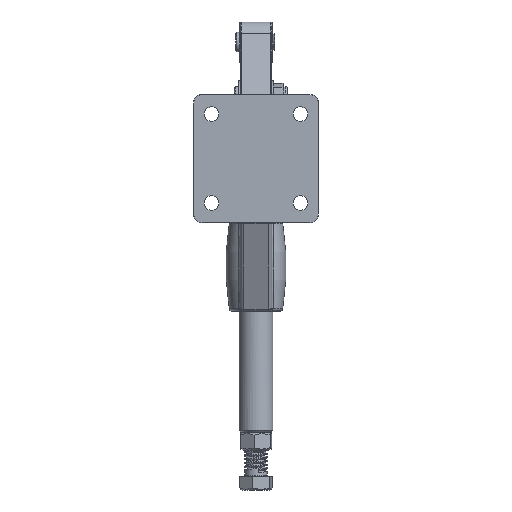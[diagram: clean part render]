
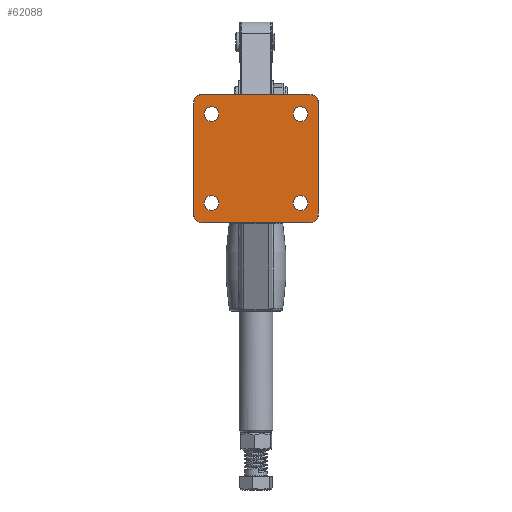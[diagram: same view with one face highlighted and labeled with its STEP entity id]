
A CAD part, front view. The second image highlights one B-rep face of the part: STEP entity #62088.
In plain terms, the highlighted planar face has unit normal (0, -1, 0).
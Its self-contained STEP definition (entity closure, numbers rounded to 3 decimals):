
#3609 = EDGE_CURVE ( 'NONE', #3610, #3612, #45299, .T. ) ;
#3610 = VERTEX_POINT ( 'NONE', #45292 ) ;
#3612 = VERTEX_POINT ( 'NONE', #45289 ) ;
#3637 = EDGE_CURVE ( 'NONE', #3639, #3640, #45426, .T. ) ;
#3639 = VERTEX_POINT ( 'NONE', #45406 ) ;
#3640 = VERTEX_POINT ( 'NONE', #45404 ) ;
#3643 = VERTEX_POINT ( 'NONE', #45392 ) ;
#3644 = VERTEX_POINT ( 'NONE', #45391 ) ;
#3702 = EDGE_CURVE ( 'NONE', #3704, #3705, #45562, .T. ) ;
#3704 = VERTEX_POINT ( 'NONE', #45674 ) ;
#3705 = VERTEX_POINT ( 'NONE', #45672 ) ;
#3718 = EDGE_CURVE ( 'NONE', #3643, #3644, #45642, .T. ) ;
#33886 = CIRCLE ( 'NONE', #33917, 4.15 ) ;
#33911 = DIRECTION ( 'NONE',  ( 0., 0., 1. ) ) ;
#33913 = DIRECTION ( 'NONE',  ( 0., 1., 0. ) ) ;
#33915 = CARTESIAN_POINT ( 'NONE',  ( 25.4, 1.6, 11.2 ) ) ;
#33917 = AXIS2_PLACEMENT_3D ( 'NONE', #33915, #33913, #33911 ) ;
#33957 = DIRECTION ( 'NONE',  ( 0., 0., 1. ) ) ;
#33958 = DIRECTION ( 'NONE',  ( 0., 1., 0. ) ) ;
#33959 = CARTESIAN_POINT ( 'NONE',  ( 25.4, 1.6, 62. ) ) ;
#33960 = AXIS2_PLACEMENT_3D ( 'NONE', #33959, #33958, #33957 ) ;
#33962 = CIRCLE ( 'NONE', #33960, 4.15 ) ;
#33991 = DIRECTION ( 'NONE',  ( 0., 0., 1. ) ) ;
#33992 = DIRECTION ( 'NONE',  ( 0., 1., 0. ) ) ;
#33993 = AXIS2_PLACEMENT_3D ( 'NONE', #33999, #33992, #33991 ) ;
#33999 = CARTESIAN_POINT ( 'NONE',  ( -35.7, 1.6, 73.2 ) ) ;
#34000 = PLANE ( 'NONE',  #33993 ) ;
#34002 = FACE_OUTER_BOUND ( 'NONE', #62158, .T. ) ;
#34003 = FACE_BOUND ( 'NONE', #62155, .T. ) ;
#34004 = FACE_BOUND ( 'NONE', #62095, .T. ) ;
#34005 = FACE_BOUND ( 'NONE', #62092, .T. ) ;
#34007 = FACE_BOUND ( 'NONE', #62089, .T. ) ;
#34019 = DIRECTION ( 'NONE',  ( 0., 0., 1. ) ) ;
#34021 = DIRECTION ( 'NONE',  ( 0., 1., 0. ) ) ;
#34023 = CARTESIAN_POINT ( 'NONE',  ( -25.4, 1.6, 11.2 ) ) ;
#34024 = AXIS2_PLACEMENT_3D ( 'NONE', #34023, #34021, #34019 ) ;
#34026 = CIRCLE ( 'NONE', #34024, 4.15 ) ;
#34052 = DIRECTION ( 'NONE',  ( 0., 0., 1. ) ) ;
#34054 = DIRECTION ( 'NONE',  ( 0., 1., 0. ) ) ;
#34056 = CARTESIAN_POINT ( 'NONE',  ( -25.4, 1.6, 62. ) ) ;
#34058 = AXIS2_PLACEMENT_3D ( 'NONE', #34056, #34054, #34052 ) ;
#34067 = CIRCLE ( 'NONE', #34058, 4.15 ) ;
#34086 = LINE ( 'NONE', #34205, #34203 ) ;
#34146 = CARTESIAN_POINT ( 'NONE',  ( 30.7, 1.6, 0. ) ) ;
#34147 = CARTESIAN_POINT ( 'NONE',  ( -30.7, 1.6, 0. ) ) ;
#34148 = DIRECTION ( 'NONE',  ( 1., 0., 0. ) ) ;
#34149 = VECTOR ( 'NONE', #34148, 1000. ) ;
#34151 = CARTESIAN_POINT ( 'NONE',  ( -35.7, 1.6, 0. ) ) ;
#34153 = LINE ( 'NONE', #34151, #34149 ) ;
#34155 = CARTESIAN_POINT ( 'NONE',  ( -35.7, 1.6, 5. ) ) ;
#34158 = DIRECTION ( 'NONE',  ( 0., 0., -1. ) ) ;
#34160 = VECTOR ( 'NONE', #34158, 1000. ) ;
#34161 = CARTESIAN_POINT ( 'NONE',  ( -35.7, 1.6, 73.2 ) ) ;
#34162 = LINE ( 'NONE', #34161, #34160 ) ;
#34165 = CARTESIAN_POINT ( 'NONE',  ( -35.7, 1.6, 68.2 ) ) ;
#34167 = DIRECTION ( 'NONE',  ( 0., 0., 1. ) ) ;
#34170 = DIRECTION ( 'NONE',  ( 0., -1., 0. ) ) ;
#34172 = CARTESIAN_POINT ( 'NONE',  ( -30.7, 1.6, 68.2 ) ) ;
#34173 = AXIS2_PLACEMENT_3D ( 'NONE', #34172, #34170, #34167 ) ;
#34174 = CIRCLE ( 'NONE', #34173, 5. ) ;
#34178 = CARTESIAN_POINT ( 'NONE',  ( -30.7, 1.6, 73.2 ) ) ;
#34180 = DIRECTION ( 'NONE',  ( 1., 0., 0. ) ) ;
#34182 = VECTOR ( 'NONE', #34180, 1000. ) ;
#34184 = CARTESIAN_POINT ( 'NONE',  ( -35.7, 1.6, 73.2 ) ) ;
#34186 = LINE ( 'NONE', #34184, #34182 ) ;
#34188 = CARTESIAN_POINT ( 'NONE',  ( 30.7, 1.6, 73.2 ) ) ;
#34189 = DIRECTION ( 'NONE',  ( 0., 0., 1. ) ) ;
#34191 = DIRECTION ( 'NONE',  ( 0., -1., 0. ) ) ;
#34192 = CARTESIAN_POINT ( 'NONE',  ( 30.7, 1.6, 68.2 ) ) ;
#34194 = AXIS2_PLACEMENT_3D ( 'NONE', #34192, #34191, #34189 ) ;
#34196 = CIRCLE ( 'NONE', #34194, 5. ) ;
#34199 = CARTESIAN_POINT ( 'NONE',  ( 35.7, 1.6, 68.2 ) ) ;
#34201 = DIRECTION ( 'NONE',  ( 0., 0., -1. ) ) ;
#34203 = VECTOR ( 'NONE', #34201, 1000. ) ;
#34205 = CARTESIAN_POINT ( 'NONE',  ( 35.7, 1.6, 73.2 ) ) ;
#34259 = CARTESIAN_POINT ( 'NONE',  ( 35.7, 1.6, 5. ) ) ;
#34260 = DIRECTION ( 'NONE',  ( 0., 0., 1. ) ) ;
#34261 = DIRECTION ( 'NONE',  ( 0., -1., 0. ) ) ;
#34262 = CARTESIAN_POINT ( 'NONE',  ( 30.7, 1.6, 5. ) ) ;
#34263 = AXIS2_PLACEMENT_3D ( 'NONE', #34262, #34261, #34260 ) ;
#34265 = CIRCLE ( 'NONE', #34263, 5. ) ;
#36132 = DIRECTION ( 'NONE',  ( 0., 0., 1. ) ) ;
#36133 = DIRECTION ( 'NONE',  ( 0., -1., 0. ) ) ;
#36134 = AXIS2_PLACEMENT_3D ( 'NONE', #36157, #36133, #36132 ) ;
#36135 = CIRCLE ( 'NONE', #36134, 5. ) ;
#36157 = CARTESIAN_POINT ( 'NONE',  ( -30.7, 1.6, 5. ) ) ;
#45289 = CARTESIAN_POINT ( 'NONE',  ( 25.4, 1.6, 15.35 ) ) ;
#45292 = CARTESIAN_POINT ( 'NONE',  ( 25.4, 1.6, 7.05 ) ) ;
#45293 = DIRECTION ( 'NONE',  ( 0., 0., 1. ) ) ;
#45294 = DIRECTION ( 'NONE',  ( 0., 1., 0. ) ) ;
#45295 = CARTESIAN_POINT ( 'NONE',  ( 25.4, 1.6, 11.2 ) ) ;
#45296 = AXIS2_PLACEMENT_3D ( 'NONE', #45295, #45294, #45293 ) ;
#45299 = CIRCLE ( 'NONE', #45296, 4.15 ) ;
#45391 = CARTESIAN_POINT ( 'NONE',  ( -25.4, 1.6, 66.15 ) ) ;
#45392 = CARTESIAN_POINT ( 'NONE',  ( -25.4, 1.6, 57.85 ) ) ;
#45404 = CARTESIAN_POINT ( 'NONE',  ( 25.4, 1.6, 66.15 ) ) ;
#45406 = CARTESIAN_POINT ( 'NONE',  ( 25.4, 1.6, 57.85 ) ) ;
#45419 = DIRECTION ( 'NONE',  ( 0., 0., 1. ) ) ;
#45421 = DIRECTION ( 'NONE',  ( 0., 1., 0. ) ) ;
#45423 = CARTESIAN_POINT ( 'NONE',  ( 25.4, 1.6, 62. ) ) ;
#45425 = AXIS2_PLACEMENT_3D ( 'NONE', #45423, #45421, #45419 ) ;
#45426 = CIRCLE ( 'NONE', #45425, 4.15 ) ;
#45562 = CIRCLE ( 'NONE', #45682, 4.15 ) ;
#45624 = DIRECTION ( 'NONE',  ( 0., 1., 0. ) ) ;
#45626 = CARTESIAN_POINT ( 'NONE',  ( -25.4, 1.6, 62. ) ) ;
#45628 = AXIS2_PLACEMENT_3D ( 'NONE', #45626, #45624, #45745 ) ;
#45642 = CIRCLE ( 'NONE', #45628, 4.15 ) ;
#45672 = CARTESIAN_POINT ( 'NONE',  ( -25.4, 1.6, 15.35 ) ) ;
#45674 = CARTESIAN_POINT ( 'NONE',  ( -25.4, 1.6, 7.05 ) ) ;
#45676 = DIRECTION ( 'NONE',  ( 0., 0., 1. ) ) ;
#45678 = DIRECTION ( 'NONE',  ( 0., 1., 0. ) ) ;
#45681 = CARTESIAN_POINT ( 'NONE',  ( -25.4, 1.6, 11.2 ) ) ;
#45682 = AXIS2_PLACEMENT_3D ( 'NONE', #45681, #45678, #45676 ) ;
#45745 = DIRECTION ( 'NONE',  ( 0., 0., 1. ) ) ;
#62083 = ORIENTED_EDGE ( 'NONE', *, *, #62138, .F. ) ;
#62084 = EDGE_CURVE ( 'NONE', #3612, #3610, #33886, .T. ) ;
#62088 = ADVANCED_FACE ( 'NONE', ( #34007, #34005, #34004, #34003, #34002 ), #34000, .F. ) ;
#62089 = EDGE_LOOP ( 'NONE', ( #62090, #62091 ) ) ;
#62090 = ORIENTED_EDGE ( 'NONE', *, *, #62084, .T. ) ;
#62091 = ORIENTED_EDGE ( 'NONE', *, *, #3609, .T. ) ;
#62092 = EDGE_LOOP ( 'NONE', ( #62093, #62094 ) ) ;
#62093 = ORIENTED_EDGE ( 'NONE', *, *, #62102, .T. ) ;
#62094 = ORIENTED_EDGE ( 'NONE', *, *, #3637, .T. ) ;
#62095 = EDGE_LOOP ( 'NONE', ( #62153, #62154 ) ) ;
#62102 = EDGE_CURVE ( 'NONE', #3640, #3639, #33962, .T. ) ;
#62111 = EDGE_CURVE ( 'NONE', #3644, #3643, #34067, .T. ) ;
#62119 = EDGE_CURVE ( 'NONE', #3705, #3704, #34026, .T. ) ;
#62138 = EDGE_CURVE ( 'NONE', #62139, #62165, #34086, .T. ) ;
#62139 = VERTEX_POINT ( 'NONE', #34199 ) ;
#62140 = ORIENTED_EDGE ( 'NONE', *, *, #62141, .T. ) ;
#62141 = EDGE_CURVE ( 'NONE', #62139, #62142, #34196, .T. ) ;
#62142 = VERTEX_POINT ( 'NONE', #34188 ) ;
#62143 = ORIENTED_EDGE ( 'NONE', *, *, #62144, .F. ) ;
#62144 = EDGE_CURVE ( 'NONE', #62145, #62142, #34186, .T. ) ;
#62145 = VERTEX_POINT ( 'NONE', #34178 ) ;
#62146 = ORIENTED_EDGE ( 'NONE', *, *, #62147, .T. ) ;
#62147 = EDGE_CURVE ( 'NONE', #62145, #62148, #34174, .T. ) ;
#62148 = VERTEX_POINT ( 'NONE', #34165 ) ;
#62149 = ORIENTED_EDGE ( 'NONE', *, *, #62150, .T. ) ;
#62150 = EDGE_CURVE ( 'NONE', #62148, #62151, #34162, .T. ) ;
#62151 = VERTEX_POINT ( 'NONE', #34155 ) ;
#62152 = ORIENTED_EDGE ( 'NONE', *, *, #62759, .T. ) ;
#62153 = ORIENTED_EDGE ( 'NONE', *, *, #62111, .T. ) ;
#62154 = ORIENTED_EDGE ( 'NONE', *, *, #3718, .T. ) ;
#62155 = EDGE_LOOP ( 'NONE', ( #62156, #62157 ) ) ;
#62156 = ORIENTED_EDGE ( 'NONE', *, *, #62119, .T. ) ;
#62157 = ORIENTED_EDGE ( 'NONE', *, *, #3702, .T. ) ;
#62158 = EDGE_LOOP ( 'NONE', ( #62159, #62163, #62083, #62140, #62143, #62146, #62149, #62152 ) ) ;
#62159 = ORIENTED_EDGE ( 'NONE', *, *, #62160, .T. ) ;
#62160 = EDGE_CURVE ( 'NONE', #62161, #62162, #34153, .T. ) ;
#62161 = VERTEX_POINT ( 'NONE', #34147 ) ;
#62162 = VERTEX_POINT ( 'NONE', #34146 ) ;
#62163 = ORIENTED_EDGE ( 'NONE', *, *, #62164, .T. ) ;
#62164 = EDGE_CURVE ( 'NONE', #62162, #62165, #34265, .T. ) ;
#62165 = VERTEX_POINT ( 'NONE', #34259 ) ;
#62759 = EDGE_CURVE ( 'NONE', #62151, #62161, #36135, .T. ) ;
